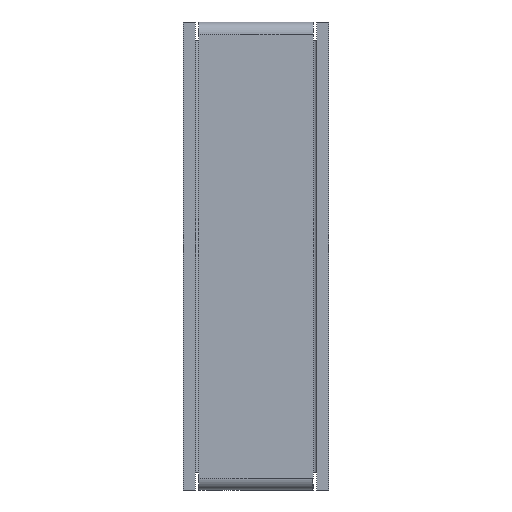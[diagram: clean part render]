
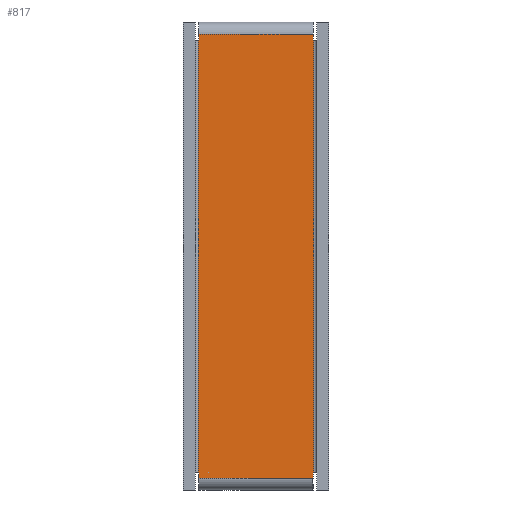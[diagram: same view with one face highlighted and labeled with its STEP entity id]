
A CAD part, front view. The second image highlights one B-rep face of the part: STEP entity #817.
In plain terms, the highlighted planar face has unit normal (0, -1, 0).
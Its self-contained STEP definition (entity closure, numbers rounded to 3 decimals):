
#18=PLANE('',#864);
#49=FACE_OUTER_BOUND('',#92,.T.);
#92=EDGE_LOOP('',(#563,#564,#565,#566,#567,#568,#569,#570,#571,#572,#573,
#574));
#137=LINE('',#1172,#233);
#139=LINE('',#1178,#235);
#140=LINE('',#1180,#236);
#141=LINE('',#1182,#237);
#142=LINE('',#1184,#238);
#143=LINE('',#1186,#239);
#144=LINE('',#1188,#240);
#145=LINE('',#1190,#241);
#146=LINE('',#1192,#242);
#147=LINE('',#1194,#243);
#148=LINE('',#1196,#244);
#149=LINE('',#1197,#245);
#233=VECTOR('',#936,10.);
#235=VECTOR('',#942,10.);
#236=VECTOR('',#943,10.);
#237=VECTOR('',#944,10.);
#238=VECTOR('',#945,10.);
#239=VECTOR('',#946,10.);
#240=VECTOR('',#947,10.);
#241=VECTOR('',#948,10.);
#242=VECTOR('',#949,10.);
#243=VECTOR('',#950,10.);
#244=VECTOR('',#951,10.);
#245=VECTOR('',#952,10.);
#356=VERTEX_POINT('',#1169);
#357=VERTEX_POINT('',#1171);
#359=VERTEX_POINT('',#1177);
#360=VERTEX_POINT('',#1179);
#361=VERTEX_POINT('',#1181);
#362=VERTEX_POINT('',#1183);
#363=VERTEX_POINT('',#1185);
#364=VERTEX_POINT('',#1187);
#365=VERTEX_POINT('',#1189);
#366=VERTEX_POINT('',#1191);
#367=VERTEX_POINT('',#1193);
#368=VERTEX_POINT('',#1195);
#438=EDGE_CURVE('',#356,#357,#137,.T.);
#441=EDGE_CURVE('',#356,#359,#139,.T.);
#442=EDGE_CURVE('',#359,#360,#140,.T.);
#443=EDGE_CURVE('',#361,#360,#141,.T.);
#444=EDGE_CURVE('',#361,#362,#142,.T.);
#445=EDGE_CURVE('',#362,#363,#143,.T.);
#446=EDGE_CURVE('',#364,#363,#144,.T.);
#447=EDGE_CURVE('',#364,#365,#145,.T.);
#448=EDGE_CURVE('',#365,#366,#146,.T.);
#449=EDGE_CURVE('',#367,#366,#147,.T.);
#450=EDGE_CURVE('',#367,#368,#148,.T.);
#451=EDGE_CURVE('',#368,#357,#149,.T.);
#563=ORIENTED_EDGE('',*,*,#438,.F.);
#564=ORIENTED_EDGE('',*,*,#441,.T.);
#565=ORIENTED_EDGE('',*,*,#442,.T.);
#566=ORIENTED_EDGE('',*,*,#443,.F.);
#567=ORIENTED_EDGE('',*,*,#444,.T.);
#568=ORIENTED_EDGE('',*,*,#445,.T.);
#569=ORIENTED_EDGE('',*,*,#446,.F.);
#570=ORIENTED_EDGE('',*,*,#447,.T.);
#571=ORIENTED_EDGE('',*,*,#448,.T.);
#572=ORIENTED_EDGE('',*,*,#449,.F.);
#573=ORIENTED_EDGE('',*,*,#450,.T.);
#574=ORIENTED_EDGE('',*,*,#451,.T.);
#817=ADVANCED_FACE('',(#49),#18,.F.);
#864=AXIS2_PLACEMENT_3D('',#1176,#940,#941);
#936=DIRECTION('',(0.,0.,1.));
#940=DIRECTION('center_axis',(0.,1.,0.));
#941=DIRECTION('ref_axis',(-1.,0.,0.));
#942=DIRECTION('',(1.,0.,0.));
#943=DIRECTION('',(0.,0.,-1.));
#944=DIRECTION('',(-1.,0.,0.));
#945=DIRECTION('',(0.,0.,1.));
#946=DIRECTION('',(1.,0.,0.));
#947=DIRECTION('',(0.,0.,-1.));
#948=DIRECTION('',(-1.,0.,0.));
#949=DIRECTION('',(0.,0.,1.));
#950=DIRECTION('',(1.,0.,0.));
#951=DIRECTION('',(0.,0.,-1.));
#952=DIRECTION('',(-1.,0.,0.));
#1169=CARTESIAN_POINT('',(-9.65,8.3,-36.));
#1171=CARTESIAN_POINT('',(-9.65,8.3,36.));
#1172=CARTESIAN_POINT('',(-9.65,8.3,0.));
#1176=CARTESIAN_POINT('Origin',(10.15,8.3,0.));
#1177=CARTESIAN_POINT('',(-9.5,8.3,-36.));
#1178=CARTESIAN_POINT('',(-1.16,8.3,-36.));
#1179=CARTESIAN_POINT('',(-9.5,8.3,-37.));
#1180=CARTESIAN_POINT('',(-9.5,8.3,-19.5));
#1181=CARTESIAN_POINT('',(9.5,8.3,-37.));
#1182=CARTESIAN_POINT('',(5.075,8.3,-37.));
#1183=CARTESIAN_POINT('',(9.5,8.3,-36.));
#1184=CARTESIAN_POINT('',(9.5,8.3,-19.5));
#1185=CARTESIAN_POINT('',(9.65,8.3,-36.));
#1186=CARTESIAN_POINT('',(10.488,8.3,-36.));
#1187=CARTESIAN_POINT('',(9.65,8.3,36.));
#1188=CARTESIAN_POINT('',(9.65,8.3,0.));
#1189=CARTESIAN_POINT('',(9.5,8.3,36.));
#1190=CARTESIAN_POINT('',(10.488,8.3,36.));
#1191=CARTESIAN_POINT('',(9.5,8.3,37.));
#1192=CARTESIAN_POINT('',(9.5,8.3,19.5));
#1193=CARTESIAN_POINT('',(-9.5,8.3,37.));
#1194=CARTESIAN_POINT('',(5.075,8.3,37.));
#1195=CARTESIAN_POINT('',(-9.5,8.3,36.));
#1196=CARTESIAN_POINT('',(-9.5,8.3,19.5));
#1197=CARTESIAN_POINT('',(-1.16,8.3,36.));
